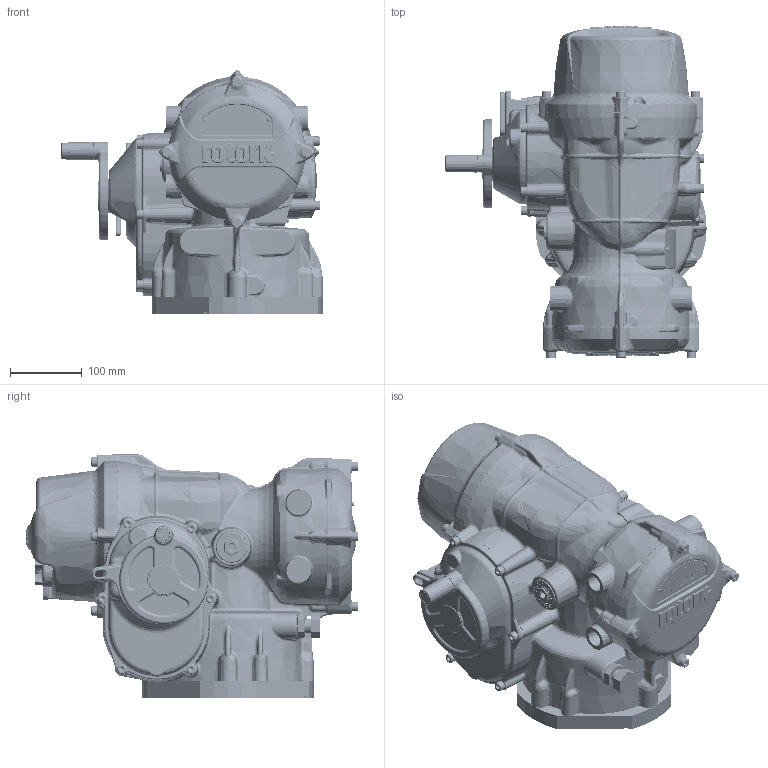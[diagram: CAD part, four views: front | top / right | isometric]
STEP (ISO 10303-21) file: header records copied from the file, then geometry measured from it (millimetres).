
FILE_DESCRIPTION(/* description */ ('Unknown'),/* implementation_level */ '2;1');
FILE_NAME(/* name */ 'IQTN-SZ2',/* time_stamp */ '2021-09-16T15:38:34+01:00',/* author */ ('Unknown'),/* organization */ ('Unknown'),/* preprocessor_version */ 'ST-DEVELOPER v16.7',/* originating_system */ 'Solid Edge',/* authorisation */ 'Unknown');
FILE_SCHEMA (('AUTOMOTIVE_DESIGN {1 0 10303 214 3 1 1}'));
Length unit declared in the file: millimetre
Products named in the file (1): IQTN-SZ2
Bounding box: 364.9 x 463.55 x 339.6 mm (x, y, z)
Volume: 28443.4 mm3; surface area: 746517.9 mm2
Topology: 17 solids, 37 shells, 11173 faces, 27959 edges, 16749 vertices
Faces by surface type: bspline 4373, plane 3794, cylinder 1344, cone 736, torus 588, sphere 338
Full cylindrical faces by diameter (mm): 1.152 x1, 1.366 x1, 2.301 x1, 2.487 x1, 3 x12, 3.5 x1, 4.917 x3, 5 x2, 5.2 x2, 6 x6, 6.45 x9, 6.47 x9, 6.647 x2, 6.72 x1, 6.8 x4, 8 x9, 8.1 x1, 9 x6, 10 x5, 11.55 x1, 13 x18, 13.835 x4, 16 x1, 16.55 x1, 17 x1, 17.55 x1, 18 x5, 18.55 x1, 20 x7, 23.376 x2
Entity records: 621384 total; most frequent: CARTESIAN_POINT 319288, ORIENTED_EDGE 53660, DIRECTION 35015, EDGE_CURVE 26833, VERTEX_POINT 16514, AXIS2_PLACEMENT_3D 13210, FACE_BOUND 12168, EDGE_LOOP 12141
